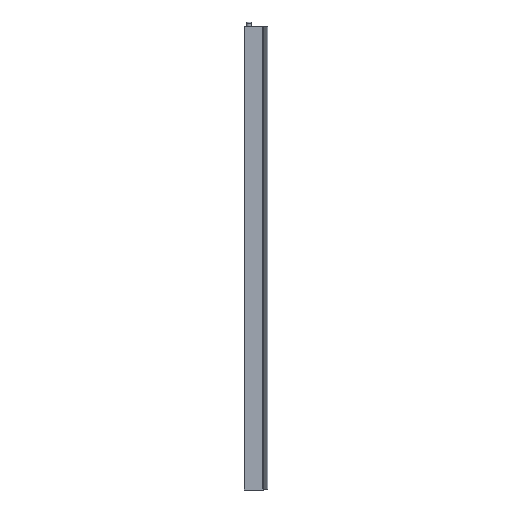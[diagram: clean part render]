
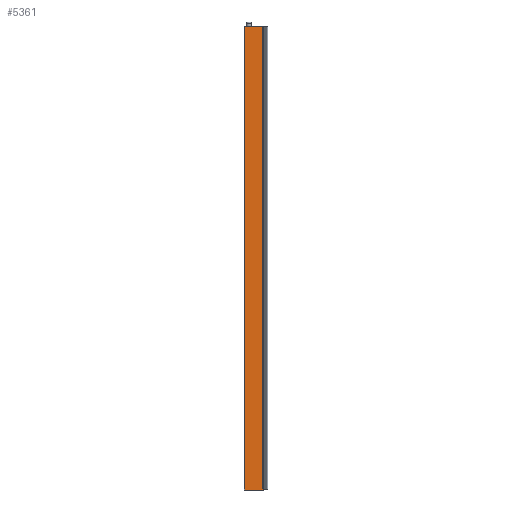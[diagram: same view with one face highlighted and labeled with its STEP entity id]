
A CAD part, left-side view. The second image highlights one B-rep face of the part: STEP entity #5361.
In plain terms, the highlighted planar face has unit normal (-1, 0.003, 0).
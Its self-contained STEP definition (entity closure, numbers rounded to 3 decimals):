
#1181 = LINE ( 'NONE', #12369, #22904 ) ;
#2885 = DIRECTION ( 'NONE',  ( 0., 0., 1. ) ) ;
#2960 = VERTEX_POINT ( 'NONE', #28866 ) ;
#3845 = DIRECTION ( 'NONE',  ( 0., 0., -1. ) ) ;
#4567 = VERTEX_POINT ( 'NONE', #26904 ) ;
#5361 = ADVANCED_FACE ( 'NONE', ( #22835 ), #36815, .F. ) ;
#5557 = VECTOR ( 'NONE', #2885, 1000. ) ;
#5731 = AXIS2_PLACEMENT_3D ( 'NONE', #13919, #25993, #34373 ) ;
#6289 = VERTEX_POINT ( 'NONE', #12954 ) ;
#8118 = CARTESIAN_POINT ( 'NONE',  ( -6.498, -29.5, -750. ) ) ;
#9165 = DIRECTION ( 'NONE',  ( 0.003, 1., 0. ) ) ;
#10641 = ORIENTED_EDGE ( 'NONE', *, *, #25718, .T. ) ;
#11281 = ORIENTED_EDGE ( 'NONE', *, *, #20651, .T. ) ;
#11974 = VECTOR ( 'NONE', #9165, 1000. ) ;
#12369 = CARTESIAN_POINT ( 'NONE',  ( -6.4, 0.002, 0. ) ) ;
#12954 = CARTESIAN_POINT ( 'NONE',  ( -6.498, -29.5, -750. ) ) ;
#13919 = CARTESIAN_POINT ( 'NONE',  ( -6.4, 0.002, -750. ) ) ;
#16245 = ORIENTED_EDGE ( 'NONE', *, *, #33287, .F. ) ;
#16860 = LINE ( 'NONE', #8118, #5557 ) ;
#17050 = EDGE_CURVE ( 'NONE', #6289, #4567, #16860, .T. ) ;
#17765 = DIRECTION ( 'NONE',  ( 0.003, 1., 0. ) ) ;
#20524 = CARTESIAN_POINT ( 'NONE',  ( -6.4, 0.002, -750. ) ) ;
#20651 = EDGE_CURVE ( 'NONE', #2960, #27846, #28813, .T. ) ;
#22835 = FACE_OUTER_BOUND ( 'NONE', #29590, .T. ) ;
#22904 = VECTOR ( 'NONE', #17765, 1000. ) ;
#23587 = CARTESIAN_POINT ( 'NONE',  ( -6.401, -0.198, -750. ) ) ;
#25570 = LINE ( 'NONE', #20524, #11974 ) ;
#25718 = EDGE_CURVE ( 'NONE', #4567, #2960, #1181, .T. ) ;
#25993 = DIRECTION ( 'NONE',  ( 1., -0.003, 0. ) ) ;
#26904 = CARTESIAN_POINT ( 'NONE',  ( -6.498, -29.5, 0. ) ) ;
#27234 = ORIENTED_EDGE ( 'NONE', *, *, #17050, .T. ) ;
#27846 = VERTEX_POINT ( 'NONE', #28310 ) ;
#28310 = CARTESIAN_POINT ( 'NONE',  ( -6.401, -0.198, -750. ) ) ;
#28813 = LINE ( 'NONE', #23587, #36465 ) ;
#28866 = CARTESIAN_POINT ( 'NONE',  ( -6.401, -0.198, 0. ) ) ;
#29590 = EDGE_LOOP ( 'NONE', ( #10641, #11281, #16245, #27234 ) ) ;
#33287 = EDGE_CURVE ( 'NONE', #6289, #27846, #25570, .T. ) ;
#34373 = DIRECTION ( 'NONE',  ( 0.003, 1., 0. ) ) ;
#36465 = VECTOR ( 'NONE', #3845, 1000. ) ;
#36815 = PLANE ( 'NONE',  #5731 ) ;
